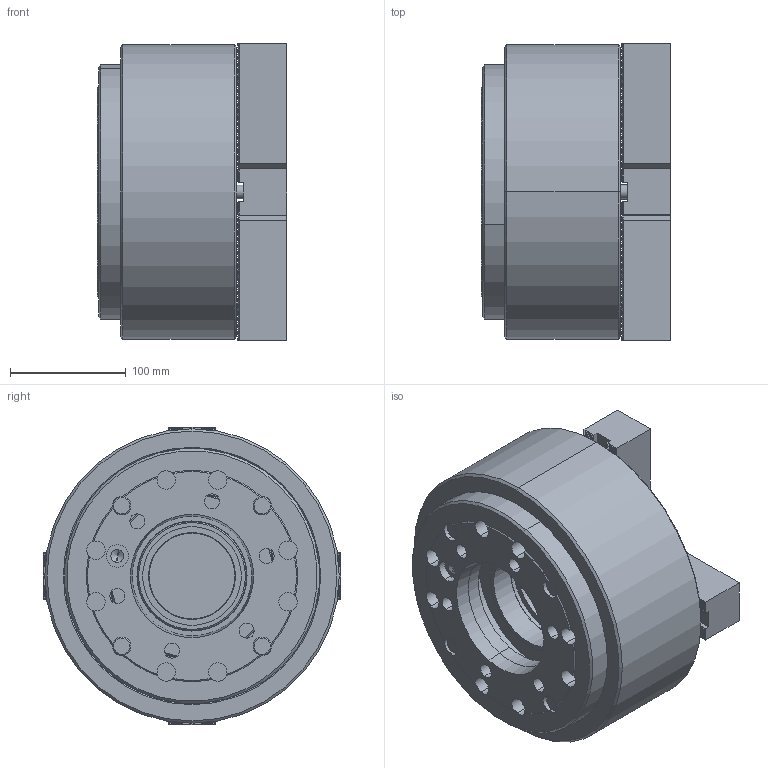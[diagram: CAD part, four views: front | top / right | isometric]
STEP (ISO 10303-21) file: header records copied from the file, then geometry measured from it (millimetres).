
FILE_DESCRIPTION (( 'STEP AP203' ), '1' );
FILE_NAME ('4H-10A6 外觀參考.STEP', '2017-08-21T05:16:49', ( 'temp' ), ( '' ), 'SwSTEP 2.0', 'SolidWorks 2016', '' );
FILE_SCHEMA (( 'CONFIG_CONTROL_DESIGN' ));
Length unit declared in the file: metre
Products named in the file (12): M12x30; 4H-10本體; 3H-10A6法蘭板; 4H-10中仁; M16x100; 3H-10連結螺帽; 4H-10A6 外觀參考; 4H-10壓環; 3H-10中孔塞; 4H-10防塵蓋; M6x12半圓頭; SJ-10
Assembly tree (27 placements, depth 2):
  4H-10A6 外觀參考
    4H-10本體
    4H-10中仁
    3H-10連結螺帽
    4H-10壓環
    3H-10中孔塞
    4H-10防塵蓋
    M6x12半圓頭  x4
    SJ-10  x4
    M12x30  x8
    3H-10A6法蘭板
    M16x100  x4
Bounding box: 163.25 x 256.66 x 256.66 mm (x, y, z)
Volume: 5538519.7 mm3; surface area: 655455.9 mm2
Topology: 27 solids, 27 shells, 3176 faces, 9018 edges, 5911 vertices
Faces by surface type: plane 2114, cylinder 846, cone 198, torus 18
Entity records: 34160 total; most frequent: CARTESIAN_POINT 6836, ORIENTED_EDGE 5604, DIRECTION 5102, EDGE_CURVE 2802, LINE 1838, VECTOR 1838, VERTEX_POINT 1834, AXIS2_PLACEMENT_3D 1632
